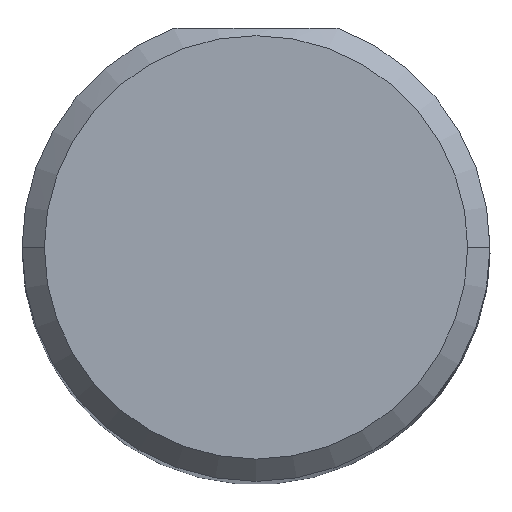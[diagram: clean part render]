
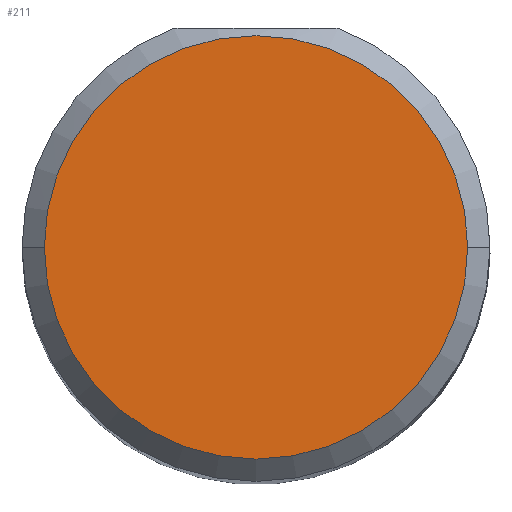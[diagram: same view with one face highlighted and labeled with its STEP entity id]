
A CAD part, top view. The second image highlights one B-rep face of the part: STEP entity #211.
In plain terms, the highlighted planar face has unit normal (0, 0, 1).
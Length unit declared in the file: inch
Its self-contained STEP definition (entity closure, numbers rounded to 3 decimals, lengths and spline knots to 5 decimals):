
#6 = DIRECTION ( 'NONE',  ( 0., 0., 1. ) ) ;
#39 = PLANE ( 'NONE',  #459 ) ;
#93 = CARTESIAN_POINT ( 'NONE',  ( 0., 0., 2.48032 ) ) ;
#128 = DIRECTION ( 'NONE',  ( 1., 0., 0. ) ) ;
#162 = VERTEX_POINT ( 'NONE', #526 ) ;
#176 = AXIS2_PLACEMENT_3D ( 'NONE', #93, #325, #323 ) ;
#201 = CARTESIAN_POINT ( 'NONE',  ( 0., 0., 2.48032 ) ) ;
#211 = ADVANCED_FACE ( 'NONE', ( #346 ), #39, .T. ) ;
#234 = EDGE_LOOP ( 'NONE', ( #338, #385 ) ) ;
#264 = CARTESIAN_POINT ( 'NONE',  ( -0.14248, 0., 2.48032 ) ) ;
#270 = AXIS2_PLACEMENT_3D ( 'NONE', #367, #6, #128 ) ;
#321 = DIRECTION ( 'NONE',  ( 1., 0., 0. ) ) ;
#323 = DIRECTION ( 'NONE',  ( 1., 0., 0. ) ) ;
#325 = DIRECTION ( 'NONE',  ( 0., 0., 1. ) ) ;
#338 = ORIENTED_EDGE ( 'NONE', *, *, #374, .T. ) ;
#346 = FACE_OUTER_BOUND ( 'NONE', #234, .T. ) ;
#367 = CARTESIAN_POINT ( 'NONE',  ( 0., 0., 2.48032 ) ) ;
#374 = EDGE_CURVE ( 'NONE', #439, #162, #494, .T. ) ;
#385 = ORIENTED_EDGE ( 'NONE', *, *, #405, .T. ) ;
#400 = CIRCLE ( 'NONE', #176, 0.14248 ) ;
#405 = EDGE_CURVE ( 'NONE', #162, #439, #400, .T. ) ;
#439 = VERTEX_POINT ( 'NONE', #264 ) ;
#459 = AXIS2_PLACEMENT_3D ( 'NONE', #201, #476, #321 ) ;
#476 = DIRECTION ( 'NONE',  ( 0., 0., 1. ) ) ;
#494 = CIRCLE ( 'NONE', #270, 0.14248 ) ;
#526 = CARTESIAN_POINT ( 'NONE',  ( 0.14248, 0., 2.48032 ) ) ;
